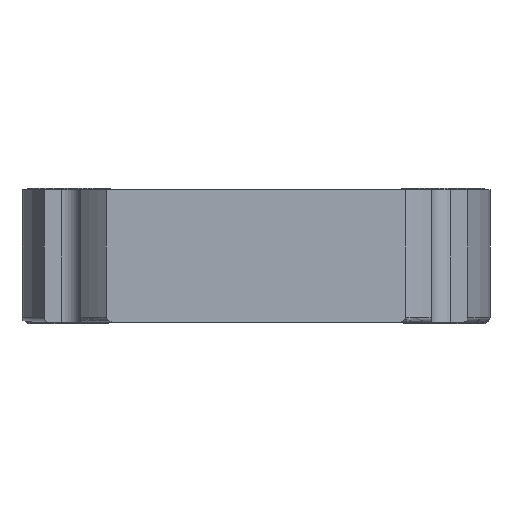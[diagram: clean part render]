
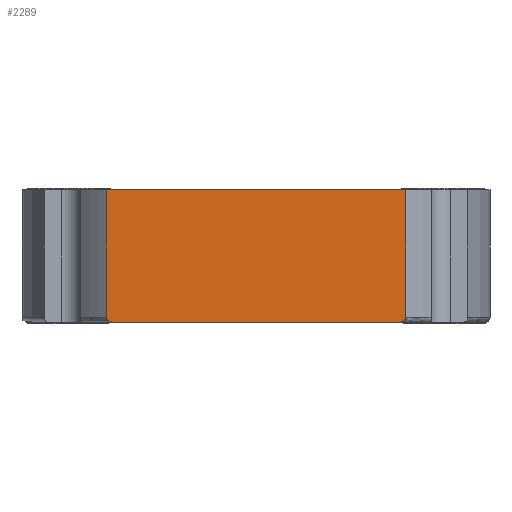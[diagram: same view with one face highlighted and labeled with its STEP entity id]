
A CAD part, front view. The second image highlights one B-rep face of the part: STEP entity #2289.
In plain terms, the highlighted planar face has unit normal (0, -1, 0).
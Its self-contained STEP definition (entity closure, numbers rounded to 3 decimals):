
#55 = CARTESIAN_POINT ( 'NONE',  ( 14.422, -18.3, -8.4 ) ) ;
#66 = CARTESIAN_POINT ( 'NONE',  ( 15.217, -18.3, 5.1 ) ) ;
#186 = CARTESIAN_POINT ( 'NONE',  ( 15.179, -18.3, -8.071 ) ) ;
#284 = CARTESIAN_POINT ( 'NONE',  ( 15.217, -18.3, -7.987 ) ) ;
#353 = DIRECTION ( 'NONE',  ( 1., 0., 0. ) ) ;
#402 = AXIS2_PLACEMENT_3D ( 'NONE', #6442, #3374, #4942 ) ;
#414 = ORIENTED_EDGE ( 'NONE', *, *, #4568, .T. ) ;
#471 = VECTOR ( 'NONE', #2789, 1000. ) ;
#630 = CARTESIAN_POINT ( 'NONE',  ( 14.422, -18.3, -8.4 ) ) ;
#644 = EDGE_CURVE ( 'NONE', #765, #2266, #5060, .T. ) ;
#765 = VERTEX_POINT ( 'NONE', #2351 ) ;
#788 = VERTEX_POINT ( 'NONE', #1246 ) ;
#801 = VECTOR ( 'NONE', #353, 1000. ) ;
#836 = CARTESIAN_POINT ( 'NONE',  ( -14.595, -18.3, -8.4 ) ) ;
#950 = B_SPLINE_CURVE_WITH_KNOTS ( 'NONE', 3,
 ( #630, #3359, #1730, #6431, #1703, #2258, #3828, #186, #284, #1864 ),
 .UNSPECIFIED., .F., .F.,
 ( 4, 2, 2, 2, 4 ),
 ( 0., 0., 0.001, 0.001, 0.001 ),
 .UNSPECIFIED. ) ;
#991 = CARTESIAN_POINT ( 'NONE',  ( -14.422, -18.3, -8.4 ) ) ;
#1246 = CARTESIAN_POINT ( 'NONE',  ( -15.217, -18.3, -7.9 ) ) ;
#1549 = ORIENTED_EDGE ( 'NONE', *, *, #1912, .F. ) ;
#1656 = CARTESIAN_POINT ( 'NONE',  ( -15.217, -18.3, 5.1 ) ) ;
#1680 = PLANE ( 'NONE',  #402 ) ;
#1689 = LINE ( 'NONE', #1656, #471 ) ;
#1703 = CARTESIAN_POINT ( 'NONE',  ( 14.843, -18.3, -8.33 ) ) ;
#1730 = CARTESIAN_POINT ( 'NONE',  ( 14.593, -18.3, -8.392 ) ) ;
#1864 = CARTESIAN_POINT ( 'NONE',  ( 15.217, -18.3, -7.9 ) ) ;
#1865 = CARTESIAN_POINT ( 'NONE',  ( -15.217, -18.3, -8.4 ) ) ;
#1873 = CARTESIAN_POINT ( 'NONE',  ( -15.068, -18.3, -8.202 ) ) ;
#1912 = EDGE_CURVE ( 'NONE', #5004, #5673, #5653, .T. ) ;
#1981 = CARTESIAN_POINT ( 'NONE',  ( -14.767, -18.3, -8.368 ) ) ;
#2258 = CARTESIAN_POINT ( 'NONE',  ( 14.996, -18.3, -8.253 ) ) ;
#2266 = VERTEX_POINT ( 'NONE', #55 ) ;
#2289 = ADVANCED_FACE ( 'NONE', ( #6413 ), #1680, .F. ) ;
#2351 = CARTESIAN_POINT ( 'NONE',  ( -14.422, -18.3, -8.4 ) ) ;
#2540 = EDGE_LOOP ( 'NONE', ( #3133, #5472, #1549, #4444, #414, #6317 ) ) ;
#2637 = EDGE_CURVE ( 'NONE', #2266, #5673, #950, .T. ) ;
#2789 = DIRECTION ( 'NONE',  ( 1., 0., 0. ) ) ;
#3133 = ORIENTED_EDGE ( 'NONE', *, *, #644, .T. ) ;
#3359 = CARTESIAN_POINT ( 'NONE',  ( 14.508, -18.3, -8.4 ) ) ;
#3374 = DIRECTION ( 'NONE',  ( 0., 1., 0. ) ) ;
#3511 = EDGE_CURVE ( 'NONE', #788, #765, #3723, .T. ) ;
#3563 = VERTEX_POINT ( 'NONE', #4118 ) ;
#3574 = CARTESIAN_POINT ( 'NONE',  ( -15.217, -18.3, -7.987 ) ) ;
#3645 = VECTOR ( 'NONE', #4677, 1000. ) ;
#3703 = CARTESIAN_POINT ( 'NONE',  ( -15.217, -18.3, 5.1 ) ) ;
#3723 = B_SPLINE_CURVE_WITH_KNOTS ( 'NONE', 3,
 ( #4002, #3574, #6716, #1873, #6120, #1981, #836, #991 ),
 .UNSPECIFIED., .F., .F.,
 ( 4, 2, 2, 4 ),
 ( 0., 0., 0.001, 0.001 ),
 .UNSPECIFIED. ) ;
#3784 = DIRECTION ( 'NONE',  ( 0., 0., -1. ) ) ;
#3828 = CARTESIAN_POINT ( 'NONE',  ( 15.068, -18.3, -8.202 ) ) ;
#4002 = CARTESIAN_POINT ( 'NONE',  ( -15.217, -18.3, -7.9 ) ) ;
#4118 = CARTESIAN_POINT ( 'NONE',  ( -15.217, -18.3, 5.1 ) ) ;
#4444 = ORIENTED_EDGE ( 'NONE', *, *, #6118, .F. ) ;
#4457 = CARTESIAN_POINT ( 'NONE',  ( 15.217, -18.3, 5.1 ) ) ;
#4568 = EDGE_CURVE ( 'NONE', #3563, #788, #5805, .T. ) ;
#4677 = DIRECTION ( 'NONE',  ( 0., 0., -1. ) ) ;
#4942 = DIRECTION ( 'NONE',  ( -1., 0., 0. ) ) ;
#5004 = VERTEX_POINT ( 'NONE', #4457 ) ;
#5060 = LINE ( 'NONE', #1865, #801 ) ;
#5064 = CARTESIAN_POINT ( 'NONE',  ( 15.217, -18.3, -7.9 ) ) ;
#5327 = VECTOR ( 'NONE', #3784, 1000. ) ;
#5472 = ORIENTED_EDGE ( 'NONE', *, *, #2637, .T. ) ;
#5653 = LINE ( 'NONE', #66, #5327 ) ;
#5673 = VERTEX_POINT ( 'NONE', #5064 ) ;
#5805 = LINE ( 'NONE', #3703, #3645 ) ;
#6118 = EDGE_CURVE ( 'NONE', #3563, #5004, #1689, .T. ) ;
#6120 = CARTESIAN_POINT ( 'NONE',  ( -14.997, -18.3, -8.253 ) ) ;
#6317 = ORIENTED_EDGE ( 'NONE', *, *, #3511, .T. ) ;
#6413 = FACE_OUTER_BOUND ( 'NONE', #2540, .T. ) ;
#6431 = CARTESIAN_POINT ( 'NONE',  ( 14.76, -18.3, -8.357 ) ) ;
#6442 = CARTESIAN_POINT ( 'NONE',  ( -15.217, -18.3, 5.1 ) ) ;
#6716 = CARTESIAN_POINT ( 'NONE',  ( -15.18, -18.3, -8.069 ) ) ;
